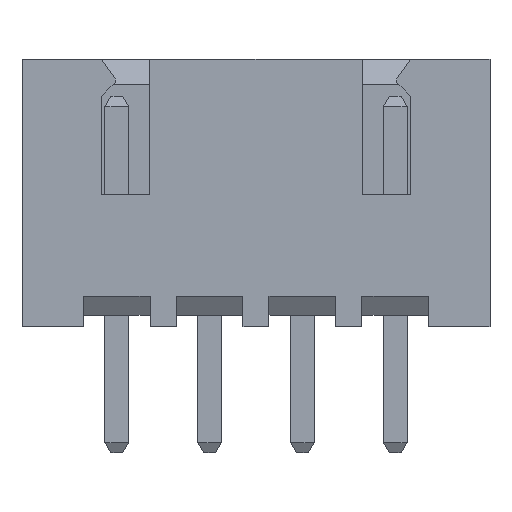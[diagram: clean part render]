
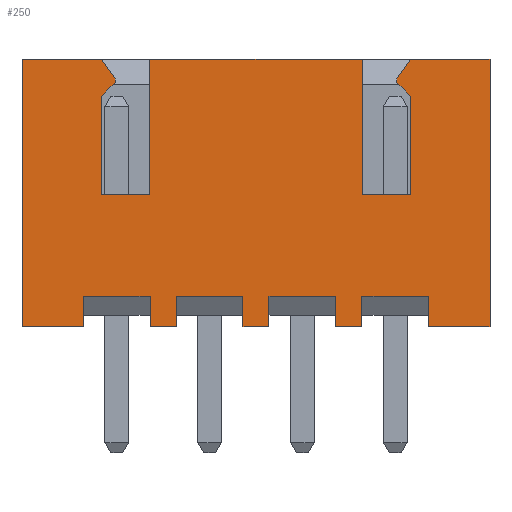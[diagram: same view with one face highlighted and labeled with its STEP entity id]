
A CAD part, front view. The second image highlights one B-rep face of the part: STEP entity #250.
In plain terms, the highlighted planar face has unit normal (0, -1, 0).
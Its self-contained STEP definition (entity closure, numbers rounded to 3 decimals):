
#250=ADVANCED_FACE('',(#907),#909,.T.);
#907=FACE_BOUND('',#908,.T.);
#908=EDGE_LOOP('',(#1418,#1419,#1420,#1421,#1422,#1423,#1424,#1425,#1426,#1427,#1428,
#1429,#1430,#1431,#1432,#1433,#1434,#1435,#1436,#1437,#1438,#1439,#1440,#1441,#1442,
#1443,#1444,#1445,#1446,#1447,#1448,#1449,#1450,#1451));
#909=PLANE('',#910);
#910=AXIS2_PLACEMENT_3D('',#911,#912,#913);
#911=CARTESIAN_POINT('',(10.05,-2.45,0.));
#912=DIRECTION('',(0.,-1.,0.));
#913=DIRECTION('',(0.,0.,1.));
#1418=ORIENTED_EDGE('',*,*,#1812,.T.);
#1419=ORIENTED_EDGE('',*,*,#1813,.T.);
#1420=ORIENTED_EDGE('',*,*,#1814,.F.);
#1421=ORIENTED_EDGE('',*,*,#1815,.T.);
#1422=ORIENTED_EDGE('',*,*,#1816,.T.);
#1423=ORIENTED_EDGE('',*,*,#1817,.T.);
#1424=ORIENTED_EDGE('',*,*,#1818,.F.);
#1425=ORIENTED_EDGE('',*,*,#1819,.T.);
#1426=ORIENTED_EDGE('',*,*,#1820,.T.);
#1427=ORIENTED_EDGE('',*,*,#1821,.T.);
#1428=ORIENTED_EDGE('',*,*,#1822,.F.);
#1429=ORIENTED_EDGE('',*,*,#1823,.T.);
#1430=ORIENTED_EDGE('',*,*,#1824,.T.);
#1431=ORIENTED_EDGE('',*,*,#1825,.T.);
#1432=ORIENTED_EDGE('',*,*,#1826,.T.);
#1433=ORIENTED_EDGE('',*,*,#1827,.T.);
#1434=ORIENTED_EDGE('',*,*,#1828,.T.);
#1435=ORIENTED_EDGE('',*,*,#1829,.T.);
#1436=ORIENTED_EDGE('',*,*,#1830,.T.);
#1437=ORIENTED_EDGE('',*,*,#1831,.T.);
#1438=ORIENTED_EDGE('',*,*,#1832,.T.);
#1439=ORIENTED_EDGE('',*,*,#1833,.T.);
#1440=ORIENTED_EDGE('',*,*,#1834,.T.);
#1441=ORIENTED_EDGE('',*,*,#1835,.T.);
#1442=ORIENTED_EDGE('',*,*,#1836,.T.);
#1443=ORIENTED_EDGE('',*,*,#1837,.T.);
#1444=ORIENTED_EDGE('',*,*,#1838,.T.);
#1445=ORIENTED_EDGE('',*,*,#1839,.F.);
#1446=ORIENTED_EDGE('',*,*,#1840,.F.);
#1447=ORIENTED_EDGE('',*,*,#1841,.T.);
#1448=ORIENTED_EDGE('',*,*,#1842,.T.);
#1449=ORIENTED_EDGE('',*,*,#1843,.T.);
#1450=ORIENTED_EDGE('',*,*,#1844,.F.);
#1451=ORIENTED_EDGE('',*,*,#1845,.T.);
#1812=EDGE_CURVE('',#2009,#2010,#2011,.F.);
#1813=EDGE_CURVE('',#2010,#2012,#2013,.T.);
#1814=EDGE_CURVE('',#2014,#2012,#2015,.T.);
#1815=EDGE_CURVE('',#2014,#2016,#2017,.F.);
#1816=EDGE_CURVE('',#2016,#2018,#2019,.F.);
#1817=EDGE_CURVE('',#2018,#2020,#2021,.T.);
#1818=EDGE_CURVE('',#2022,#2020,#2023,.T.);
#1819=EDGE_CURVE('',#2022,#2024,#2025,.F.);
#1820=EDGE_CURVE('',#2024,#2026,#2027,.F.);
#1821=EDGE_CURVE('',#2026,#2028,#2029,.T.);
#1822=EDGE_CURVE('',#2030,#2028,#2031,.T.);
#1823=EDGE_CURVE('',#2030,#2032,#2033,.T.);
#1824=EDGE_CURVE('',#2032,#2034,#2035,.T.);
#1825=EDGE_CURVE('',#2034,#2036,#2037,.F.);
#1826=EDGE_CURVE('',#2036,#2038,#2039,.F.);
#1827=EDGE_CURVE('',#2038,#2040,#2041,.F.);
#1828=EDGE_CURVE('',#2040,#2042,#2043,.F.);
#1829=EDGE_CURVE('',#2042,#2044,#2045,.F.);
#1830=EDGE_CURVE('',#2044,#2046,#2047,.F.);
#1831=EDGE_CURVE('',#2046,#2048,#2049,.T.);
#1832=EDGE_CURVE('',#2048,#2050,#2051,.F.);
#1833=EDGE_CURVE('',#2050,#2052,#2053,.F.);
#1834=EDGE_CURVE('',#2052,#2054,#2055,.F.);
#1835=EDGE_CURVE('',#2054,#2056,#2057,.F.);
#1836=EDGE_CURVE('',#2056,#2058,#2059,.F.);
#1837=EDGE_CURVE('',#2058,#2060,#2061,.F.);
#1838=EDGE_CURVE('',#2060,#2062,#2063,.T.);
#1839=EDGE_CURVE('',#2064,#2062,#2065,.T.);
#1840=EDGE_CURVE('',#2066,#2064,#2067,.T.);
#1841=EDGE_CURVE('',#2066,#2068,#2069,.F.);
#1842=EDGE_CURVE('',#2068,#2070,#2071,.F.);
#1843=EDGE_CURVE('',#2070,#2072,#2073,.T.);
#1844=EDGE_CURVE('',#2074,#2072,#2075,.T.);
#1845=EDGE_CURVE('',#2074,#2009,#2076,.F.);
#2009=VERTEX_POINT('',#2334);
#2010=VERTEX_POINT('',#2335);
#2011=LINE('',#2336,#2337);
#2012=VERTEX_POINT('',#2339);
#2013=LINE('',#2340,#2341);
#2014=VERTEX_POINT('',#2343);
#2015=LINE('',#2344,#2345);
#2016=VERTEX_POINT('',#2347);
#2017=LINE('',#2348,#2349);
#2018=VERTEX_POINT('',#2351);
#2019=LINE('',#2352,#2353);
#2020=VERTEX_POINT('',#2355);
#2021=LINE('',#2356,#2357);
#2022=VERTEX_POINT('',#2359);
#2023=LINE('',#2360,#2361);
#2024=VERTEX_POINT('',#2363);
#2025=LINE('',#2364,#2365);
#2026=VERTEX_POINT('',#2367);
#2027=LINE('',#2368,#2369);
#2028=VERTEX_POINT('',#2371);
#2029=LINE('',#2372,#2373);
#2030=VERTEX_POINT('',#2375);
#2031=LINE('',#2376,#2377);
#2032=VERTEX_POINT('',#2379);
#2033=LINE('',#2380,#2381);
#2034=VERTEX_POINT('',#2383);
#2035=LINE('',#2384,#2385);
#2036=VERTEX_POINT('',#2387);
#2037=LINE('',#2388,#2389);
#2038=VERTEX_POINT('',#2391);
#2039=LINE('',#2392,#2393);
#2040=VERTEX_POINT('',#2395);
#2041=LINE('',#2396,#2397);
#2042=VERTEX_POINT('',#2399);
#2043=LINE('',#2400,#2401);
#2044=VERTEX_POINT('',#2403);
#2045=LINE('',#2404,#2405);
#2046=VERTEX_POINT('',#2407);
#2047=LINE('',#2408,#2409);
#2048=VERTEX_POINT('',#2411);
#2049=LINE('',#2412,#2413);
#2050=VERTEX_POINT('',#2415);
#2051=LINE('',#2416,#2417);
#2052=VERTEX_POINT('',#2419);
#2053=LINE('',#2420,#2421);
#2054=VERTEX_POINT('',#2423);
#2055=LINE('',#2424,#2425);
#2056=VERTEX_POINT('',#2427);
#2057=LINE('',#2428,#2429);
#2058=VERTEX_POINT('',#2431);
#2059=LINE('',#2432,#2433);
#2060=VERTEX_POINT('',#2435);
#2061=LINE('',#2436,#2437);
#2062=VERTEX_POINT('',#2439);
#2063=LINE('',#2440,#2441);
#2064=VERTEX_POINT('',#2443);
#2065=LINE('',#2444,#2445);
#2066=VERTEX_POINT('',#2447);
#2067=LINE('',#2448,#2449);
#2068=VERTEX_POINT('',#2451);
#2069=LINE('',#2452,#2453);
#2070=VERTEX_POINT('',#2455);
#2071=LINE('',#2456,#2457);
#2072=VERTEX_POINT('',#2459);
#2073=LINE('',#2460,#2461);
#2074=VERTEX_POINT('',#2463);
#2075=LINE('',#2464,#2465);
#2076=LINE('',#2467,#2468);
#2334=CARTESIAN_POINT('',(1.6,-2.45,0.817));
#2335=CARTESIAN_POINT('',(3.4,-2.45,0.817));
#2336=CARTESIAN_POINT('',(3.4,-2.45,0.817));
#2337=VECTOR('',#2338,1.);
#2338=DIRECTION('',(-1.,0.,0.));
#2339=CARTESIAN_POINT('',(3.4,-2.45,0.));
#2340=CARTESIAN_POINT('',(3.4,-2.45,0.817));
#2341=VECTOR('',#2342,1.);
#2342=DIRECTION('',(0.,0.,-1.));
#2343=CARTESIAN_POINT('',(4.1,-2.45,0.));
#2344=CARTESIAN_POINT('',(4.1,-2.45,0.));
#2345=VECTOR('',#2346,1.);
#2346=DIRECTION('',(-1.,0.,0.));
#2347=CARTESIAN_POINT('',(4.1,-2.45,0.817));
#2348=CARTESIAN_POINT('',(4.1,-2.45,0.817));
#2349=VECTOR('',#2350,1.);
#2350=DIRECTION('',(0.,0.,-1.));
#2351=CARTESIAN_POINT('',(5.9,-2.45,0.817));
#2352=CARTESIAN_POINT('',(5.9,-2.45,0.817));
#2353=VECTOR('',#2354,1.);
#2354=DIRECTION('',(-1.,0.,0.));
#2355=CARTESIAN_POINT('',(5.9,-2.45,0.));
#2356=CARTESIAN_POINT('',(5.9,-2.45,0.817));
#2357=VECTOR('',#2358,1.);
#2358=DIRECTION('',(0.,0.,-1.));
#2359=CARTESIAN_POINT('',(6.6,-2.45,0.));
#2360=CARTESIAN_POINT('',(6.6,-2.45,0.));
#2361=VECTOR('',#2362,1.);
#2362=DIRECTION('',(-1.,0.,0.));
#2363=CARTESIAN_POINT('',(6.6,-2.45,0.817));
#2364=CARTESIAN_POINT('',(6.6,-2.45,0.817));
#2365=VECTOR('',#2366,1.);
#2366=DIRECTION('',(0.,0.,-1.));
#2367=CARTESIAN_POINT('',(8.4,-2.45,0.817));
#2368=CARTESIAN_POINT('',(8.4,-2.45,0.817));
#2369=VECTOR('',#2370,1.);
#2370=DIRECTION('',(-1.,0.,0.));
#2371=CARTESIAN_POINT('',(8.4,-2.45,0.));
#2372=CARTESIAN_POINT('',(8.4,-2.45,0.817));
#2373=VECTOR('',#2374,1.);
#2374=DIRECTION('',(0.,0.,-1.));
#2375=CARTESIAN_POINT('',(10.05,-2.45,0.));
#2376=CARTESIAN_POINT('',(10.05,-2.45,0.));
#2377=VECTOR('',#2378,1.);
#2378=DIRECTION('',(-1.,0.,0.));
#2379=CARTESIAN_POINT('',(10.05,-2.45,7.2));
#2380=CARTESIAN_POINT('',(10.05,-2.45,0.));
#2381=VECTOR('',#2382,1.);
#2382=DIRECTION('',(0.,0.,1.));
#2383=CARTESIAN_POINT('',(7.912,-2.45,7.2));
#2384=CARTESIAN_POINT('',(10.05,-2.45,7.2));
#2385=VECTOR('',#2386,1.);
#2386=DIRECTION('',(-1.,0.,0.));
#2387=CARTESIAN_POINT('',(7.541,-2.45,6.671));
#2388=CARTESIAN_POINT('',(7.541,-2.45,6.671));
#2389=VECTOR('',#2390,1.);
#2390=DIRECTION('',(0.574,0.,0.819));
#2391=CARTESIAN_POINT('',(7.541,-2.45,6.571));
#2392=CARTESIAN_POINT('',(7.541,-2.45,6.571));
#2393=VECTOR('',#2394,1.);
#2394=DIRECTION('',(0.,0.,1.));
#2395=CARTESIAN_POINT('',(7.912,-2.45,6.2));
#2396=CARTESIAN_POINT('',(7.912,-2.45,6.2));
#2397=VECTOR('',#2398,1.);
#2398=DIRECTION('',(-0.707,0.,0.707));
#2399=CARTESIAN_POINT('',(7.912,-2.45,3.55));
#2400=CARTESIAN_POINT('',(7.912,-2.45,3.55));
#2401=VECTOR('',#2402,1.);
#2402=DIRECTION('',(0.,0.,1.));
#2403=CARTESIAN_POINT('',(6.612,-2.45,3.55));
#2404=CARTESIAN_POINT('',(6.612,-2.45,3.55));
#2405=VECTOR('',#2406,1.);
#2406=DIRECTION('',(1.,0.,0.));
#2407=CARTESIAN_POINT('',(6.612,-2.45,7.2));
#2408=CARTESIAN_POINT('',(6.612,-2.45,7.2));
#2409=VECTOR('',#2410,1.);
#2410=DIRECTION('',(0.,0.,-1.));
#2411=CARTESIAN_POINT('',(0.888,-2.45,7.2));
#2412=CARTESIAN_POINT('',(6.612,-2.45,7.2));
#2413=VECTOR('',#2414,1.);
#2414=DIRECTION('',(-1.,0.,0.));
#2415=CARTESIAN_POINT('',(0.888,-2.45,3.55));
#2416=CARTESIAN_POINT('',(0.888,-2.45,3.55));
#2417=VECTOR('',#2418,1.);
#2418=DIRECTION('',(0.,0.,1.));
#2419=CARTESIAN_POINT('',(-0.412,-2.45,3.55));
#2420=CARTESIAN_POINT('',(-0.412,-2.45,3.55));
#2421=VECTOR('',#2422,1.);
#2422=DIRECTION('',(1.,0.,0.));
#2423=CARTESIAN_POINT('',(-0.412,-2.45,6.2));
#2424=CARTESIAN_POINT('',(-0.412,-2.45,6.2));
#2425=VECTOR('',#2426,1.);
#2426=DIRECTION('',(0.,0.,-1.));
#2427=CARTESIAN_POINT('',(-0.041,-2.45,6.571));
#2428=CARTESIAN_POINT('',(-0.041,-2.45,6.571));
#2429=VECTOR('',#2430,1.);
#2430=DIRECTION('',(-0.707,0.,-0.707));
#2431=CARTESIAN_POINT('',(-0.041,-2.45,6.671));
#2432=CARTESIAN_POINT('',(-0.041,-2.45,6.671));
#2433=VECTOR('',#2434,1.);
#2434=DIRECTION('',(0.,0.,-1.));
#2435=CARTESIAN_POINT('',(-0.412,-2.45,7.2));
#2436=CARTESIAN_POINT('',(-0.412,-2.45,7.2));
#2437=VECTOR('',#2438,1.);
#2438=DIRECTION('',(0.574,0.,-0.819));
#2439=CARTESIAN_POINT('',(-2.55,-2.45,7.2));
#2440=CARTESIAN_POINT('',(-0.412,-2.45,7.2));
#2441=VECTOR('',#2442,1.);
#2442=DIRECTION('',(-1.,0.,0.));
#2443=CARTESIAN_POINT('',(-2.55,-2.45,0.));
#2444=CARTESIAN_POINT('',(-2.55,-2.45,0.));
#2445=VECTOR('',#2446,1.);
#2446=DIRECTION('',(0.,0.,1.));
#2447=CARTESIAN_POINT('',(-0.9,-2.45,0.));
#2448=CARTESIAN_POINT('',(-0.9,-2.45,0.));
#2449=VECTOR('',#2450,1.);
#2450=DIRECTION('',(-1.,0.,0.));
#2451=CARTESIAN_POINT('',(-0.9,-2.45,0.817));
#2452=CARTESIAN_POINT('',(-0.9,-2.45,0.817));
#2453=VECTOR('',#2454,1.);
#2454=DIRECTION('',(0.,0.,-1.));
#2455=CARTESIAN_POINT('',(0.9,-2.45,0.817));
#2456=CARTESIAN_POINT('',(0.9,-2.45,0.817));
#2457=VECTOR('',#2458,1.);
#2458=DIRECTION('',(-1.,0.,0.));
#2459=CARTESIAN_POINT('',(0.9,-2.45,0.));
#2460=CARTESIAN_POINT('',(0.9,-2.45,0.817));
#2461=VECTOR('',#2462,1.);
#2462=DIRECTION('',(0.,0.,-1.));
#2463=CARTESIAN_POINT('',(1.6,-2.45,0.));
#2464=CARTESIAN_POINT('',(1.6,-2.45,0.));
#2465=VECTOR('',#2466,1.);
#2466=DIRECTION('',(-1.,0.,0.));
#2467=CARTESIAN_POINT('',(1.6,-2.45,0.817));
#2468=VECTOR('',#2469,1.);
#2469=DIRECTION('',(0.,0.,-1.));
